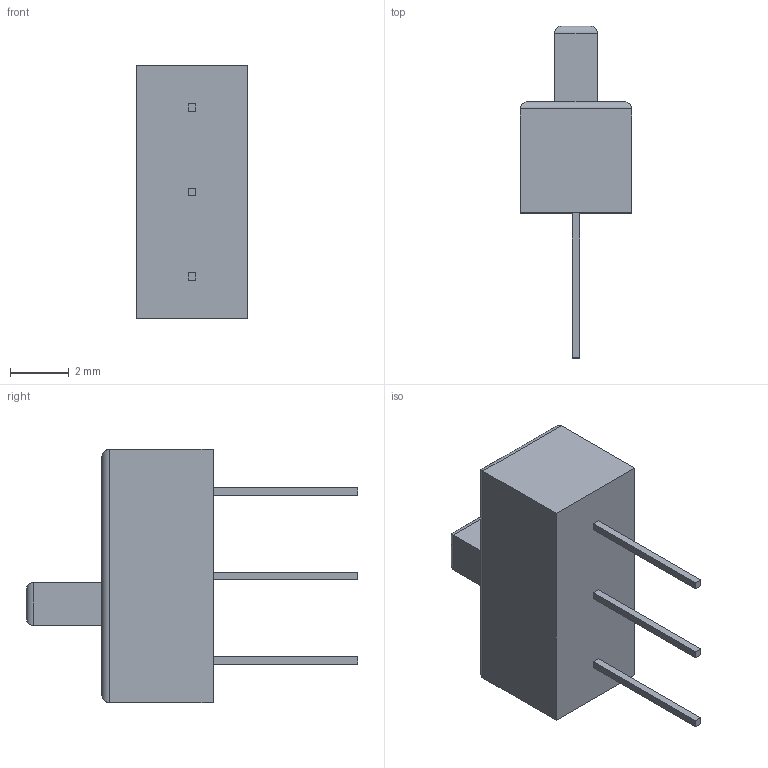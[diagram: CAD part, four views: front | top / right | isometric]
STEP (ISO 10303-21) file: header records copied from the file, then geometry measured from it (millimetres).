
FILE_DESCRIPTION(/* description */ (''),/* implementation_level */ '2;1');
FILE_NAME(/* name */ 'e97f1332-663a-486d-9191-28024fc65de8.stp',/* time_stamp */ '2017-12-06T19:25:45-06:00',/* author */ ('schmitz.chris'),/* organization */ (''),/* preprocessor_version */ 'ST-DEVELOPER v16.13',/* originating_system */ 'Autodesk Translation Framework v6.5.0.72',/* authorisation */ '');
FILE_SCHEMA (('AUTOMOTIVE_DESIGN { 1 0 10303 214 3 1 1 }'));
Length unit declared in the file: millimetre
Products named in the file (1): Vertical slide switch SS-12D00G3 High Knob 3mm SPDT
Bounding box: 3.77 x 11.25 x 8.59 mm (x, y, z)
Volume: 127.3 mm3; surface area: 185.9 mm2
Topology: 1 solids, 1 shells, 38 faces, 86 edges, 54 vertices
Faces by surface type: plane 30, cylinder 8
Entity records: 1091 total; most frequent: CARTESIAN_POINT 179, ORIENTED_EDGE 172, DIRECTION 172, EDGE_CURVE 86, LINE 78, VECTOR 78, VERTEX_POINT 54, AXIS2_PLACEMENT_3D 47
